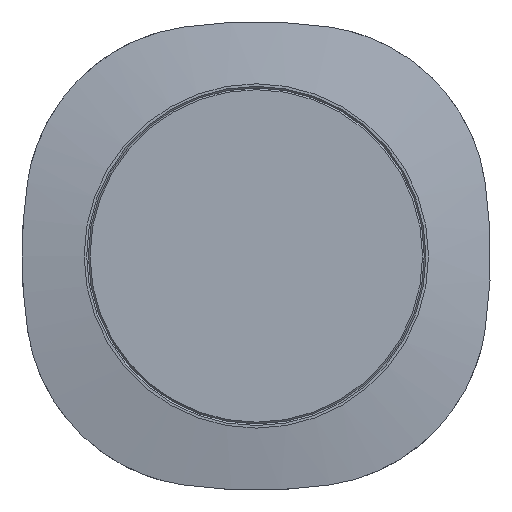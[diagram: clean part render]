
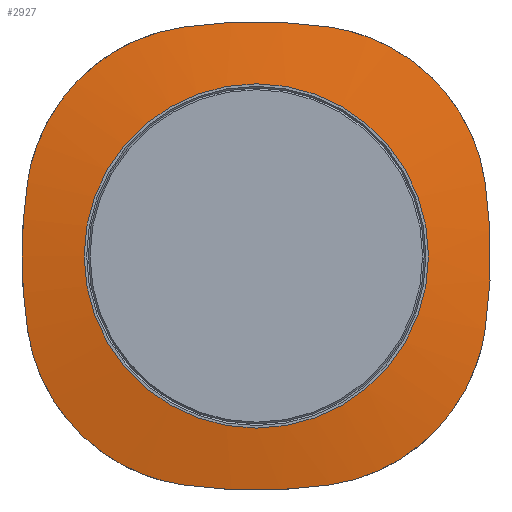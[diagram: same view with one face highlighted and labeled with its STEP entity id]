
A CAD part, top view. The second image highlights one B-rep face of the part: STEP entity #2927.
In plain terms, the highlighted conical face has half-angle 80 degrees and reference radius 12.625 mm.
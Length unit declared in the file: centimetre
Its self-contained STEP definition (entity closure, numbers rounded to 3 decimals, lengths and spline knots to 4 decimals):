
#46=B_SPLINE_CURVE_WITH_KNOTS('',3,(#4831,#4832,#4833,#4834,#4835,#4836),
 .UNSPECIFIED.,.F.,.F.,(4,2,4),(8.6521,9.0894,9.5266),
 .UNSPECIFIED.);
#47=B_SPLINE_CURVE_WITH_KNOTS('',3,(#4838,#4839,#4840,#4841,#4842,#4843,
#4844,#4845,#4846,#4847,#4848,#4849,#4850,#4851),.UNSPECIFIED.,.F.,.F.,
(4,2,2,2,2,2,4),(3.1846,3.3076,3.5867,3.8658,
4.1449,4.424,4.547),.UNSPECIFIED.);
#48=B_SPLINE_CURVE_WITH_KNOTS('',3,(#4853,#4854,#4855,#4856,#4857,#4858),
 .UNSPECIFIED.,.F.,.F.,(4,2,4),(14.7946,15.2318,15.669),
 .UNSPECIFIED.);
#49=B_SPLINE_CURVE_WITH_KNOTS('',3,(#4860,#4861,#4862,#4863,#4864,#4865,
#4866,#4867,#4868,#4869,#4870,#4871,#4872,#4873),.UNSPECIFIED.,.F.,.F.,
(4,2,2,2,2,2,4),(4.8396,4.9626,5.2416,5.5207,
5.7998,6.0789,6.2019),.UNSPECIFIED.);
#50=B_SPLINE_CURVE_WITH_KNOTS('',3,(#4875,#4876,#4877,#4878,#4879,#4880,
#4881),.UNSPECIFIED.,.F.,.F.,(4,3,4),(-0.4372,0.,0.4372),
 .UNSPECIFIED.);
#51=B_SPLINE_CURVE_WITH_KNOTS('',3,(#4883,#4884,#4885,#4886,#4887,#4888,
#4889,#4890,#4891,#4892,#4893,#4894,#4895,#4896),.UNSPECIFIED.,.F.,.F.,
(4,2,2,2,2,2,4),(0.4352,0.5582,0.8373,
1.1164,1.3955,1.6746,1.7976),
 .UNSPECIFIED.);
#52=B_SPLINE_CURVE_WITH_KNOTS('',3,(#4898,#4899,#4900,#4901,#4902,#4903),
 .UNSPECIFIED.,.F.,.F.,(4,2,4),(2.5097,2.9469,3.3841),
 .UNSPECIFIED.);
#53=B_SPLINE_CURVE_WITH_KNOTS('',3,(#4904,#4905,#4906,#4907,#4908,#4909,
#4910,#4911,#4912,#4913,#4914,#4915,#4916,#4917),.UNSPECIFIED.,.F.,.F.,
(4,2,2,2,2,2,4),(2.0901,2.2131,2.4922,2.7713,
3.0504,3.3295,3.4525),.UNSPECIFIED.);
#154=CONICAL_SURFACE('',#3166,1.2625,80.);
#543=FACE_BOUND('',#801,.T.);
#601=FACE_OUTER_BOUND('',#800,.T.);
#800=EDGE_LOOP('',(#2035,#2036,#2037,#2038,#2039,#2040,#2041,#2042));
#801=EDGE_LOOP('',(#2043));
#1052=CIRCLE('',#3167,1.025);
#1298=VERTEX_POINT('',#4829);
#1299=VERTEX_POINT('',#4830);
#1300=VERTEX_POINT('',#4837);
#1301=VERTEX_POINT('',#4852);
#1302=VERTEX_POINT('',#4859);
#1303=VERTEX_POINT('',#4874);
#1304=VERTEX_POINT('',#4882);
#1305=VERTEX_POINT('',#4897);
#1306=VERTEX_POINT('',#4918);
#1585=EDGE_CURVE('',#1298,#1299,#46,.T.);
#1586=EDGE_CURVE('',#1299,#1300,#47,.T.);
#1587=EDGE_CURVE('',#1300,#1301,#48,.T.);
#1588=EDGE_CURVE('',#1301,#1302,#49,.T.);
#1589=EDGE_CURVE('',#1302,#1303,#50,.T.);
#1590=EDGE_CURVE('',#1303,#1304,#51,.T.);
#1591=EDGE_CURVE('',#1304,#1305,#52,.T.);
#1592=EDGE_CURVE('',#1305,#1298,#53,.T.);
#1593=EDGE_CURVE('',#1306,#1306,#1052,.T.);
#2035=ORIENTED_EDGE('',*,*,#1585,.T.);
#2036=ORIENTED_EDGE('',*,*,#1586,.T.);
#2037=ORIENTED_EDGE('',*,*,#1587,.T.);
#2038=ORIENTED_EDGE('',*,*,#1588,.T.);
#2039=ORIENTED_EDGE('',*,*,#1589,.T.);
#2040=ORIENTED_EDGE('',*,*,#1590,.T.);
#2041=ORIENTED_EDGE('',*,*,#1591,.T.);
#2042=ORIENTED_EDGE('',*,*,#1592,.T.);
#2043=ORIENTED_EDGE('',*,*,#1593,.T.);
#2927=ADVANCED_FACE('',(#601,#543),#154,.T.);
#3166=AXIS2_PLACEMENT_3D('',#4828,#3641,#3642);
#3167=AXIS2_PLACEMENT_3D('',#4919,#3643,#3644);
#3641=DIRECTION('center_axis',(0.,0.,
-1.));
#3642=DIRECTION('ref_axis',(-1.,0.,0.));
#3643=DIRECTION('center_axis',(0.,0.,
-1.));
#3644=DIRECTION('ref_axis',(-1.,0.,0.));
#4828=CARTESIAN_POINT('Origin',(-0.1165,0.7366,1.0731));
#4829=CARTESIAN_POINT('',(1.2459,0.2962,1.0433));
#4830=CARTESIAN_POINT('',(1.2459,1.1769,1.0433));
#4831=CARTESIAN_POINT('Ctrl Pts',(1.2459,0.2962,1.0433));
#4832=CARTESIAN_POINT('Ctrl Pts',(1.2678,0.4432,1.0476));
#4833=CARTESIAN_POINT('Ctrl Pts',(1.2785,0.5908,1.0498));
#4834=CARTESIAN_POINT('Ctrl Pts',(1.2785,0.8823,1.0498));
#4835=CARTESIAN_POINT('Ctrl Pts',(1.2678,1.0299,1.0476));
#4836=CARTESIAN_POINT('Ctrl Pts',(1.2459,1.1769,1.0433));
#4837=CARTESIAN_POINT('',(0.3238,2.099,1.0433));
#4838=CARTESIAN_POINT('Ctrl Pts',(1.2459,1.1769,1.0433));
#4839=CARTESIAN_POINT('Ctrl Pts',(1.2397,1.2188,1.042));
#4840=CARTESIAN_POINT('Ctrl Pts',(1.2311,1.2603,1.0409));
#4841=CARTESIAN_POINT('Ctrl Pts',(1.195,1.394,1.0376));
#4842=CARTESIAN_POINT('Ctrl Pts',(1.1575,1.4836,1.0359));
#4843=CARTESIAN_POINT('Ctrl Pts',(1.0615,1.6488,1.0336));
#4844=CARTESIAN_POINT('Ctrl Pts',(1.0029,1.7244,1.033));
#4845=CARTESIAN_POINT('Ctrl Pts',(0.8713,1.856,1.033));
#4846=CARTESIAN_POINT('Ctrl Pts',(0.7957,1.9146,1.0336));
#4847=CARTESIAN_POINT('Ctrl Pts',(0.6305,2.0106,1.0359));
#4848=CARTESIAN_POINT('Ctrl Pts',(0.5409,2.048,1.0376));
#4849=CARTESIAN_POINT('Ctrl Pts',(0.4073,2.0841,1.0409));
#4850=CARTESIAN_POINT('Ctrl Pts',(0.3657,2.0928,1.042));
#4851=CARTESIAN_POINT('Ctrl Pts',(0.3238,2.099,1.0433));
#4852=CARTESIAN_POINT('',(-0.5569,2.099,1.0433));
#4853=CARTESIAN_POINT('Ctrl Pts',(0.3238,2.099,1.0433));
#4854=CARTESIAN_POINT('Ctrl Pts',(0.1768,2.1209,1.0476));
#4855=CARTESIAN_POINT('Ctrl Pts',(0.0292,2.1316,1.0498));
#4856=CARTESIAN_POINT('Ctrl Pts',(-0.2622,2.1316,1.0498));
#4857=CARTESIAN_POINT('Ctrl Pts',(-0.4098,2.1209,1.0476));
#4858=CARTESIAN_POINT('Ctrl Pts',(-0.5569,2.099,1.0433));
#4859=CARTESIAN_POINT('',(-1.479,1.1769,1.0433));
#4860=CARTESIAN_POINT('Ctrl Pts',(-0.5569,2.099,1.0433));
#4861=CARTESIAN_POINT('Ctrl Pts',(-0.5987,2.0928,1.042));
#4862=CARTESIAN_POINT('Ctrl Pts',(-0.6403,2.0841,1.0409));
#4863=CARTESIAN_POINT('Ctrl Pts',(-0.774,2.048,1.0376));
#4864=CARTESIAN_POINT('Ctrl Pts',(-0.8635,2.0106,1.0359));
#4865=CARTESIAN_POINT('Ctrl Pts',(-1.0287,1.9146,1.0336));
#4866=CARTESIAN_POINT('Ctrl Pts',(-1.1044,1.856,1.033));
#4867=CARTESIAN_POINT('Ctrl Pts',(-1.2359,1.7244,1.033));
#4868=CARTESIAN_POINT('Ctrl Pts',(-1.2945,1.6488,1.0336));
#4869=CARTESIAN_POINT('Ctrl Pts',(-1.3906,1.4836,1.0359));
#4870=CARTESIAN_POINT('Ctrl Pts',(-1.428,1.394,1.0376));
#4871=CARTESIAN_POINT('Ctrl Pts',(-1.4641,1.2603,1.0409));
#4872=CARTESIAN_POINT('Ctrl Pts',(-1.4727,1.2188,1.042));
#4873=CARTESIAN_POINT('Ctrl Pts',(-1.479,1.1769,1.0433));
#4874=CARTESIAN_POINT('',(-1.479,0.2962,1.0433));
#4875=CARTESIAN_POINT('Ctrl Pts',(-1.479,1.1769,1.0433));
#4876=CARTESIAN_POINT('Ctrl Pts',(-1.5008,1.0299,1.0476));
#4877=CARTESIAN_POINT('Ctrl Pts',(-1.5115,0.8823,1.0498));
#4878=CARTESIAN_POINT('Ctrl Pts',(-1.5115,0.7366,1.0498));
#4879=CARTESIAN_POINT('Ctrl Pts',(-1.5115,0.5908,1.0498));
#4880=CARTESIAN_POINT('Ctrl Pts',(-1.5008,0.4432,1.0476));
#4881=CARTESIAN_POINT('Ctrl Pts',(-1.479,0.2962,1.0433));
#4882=CARTESIAN_POINT('',(-0.5569,-0.6259,1.0433));
#4883=CARTESIAN_POINT('Ctrl Pts',(-1.479,0.2962,1.0433));
#4884=CARTESIAN_POINT('Ctrl Pts',(-1.4727,0.2543,1.042));
#4885=CARTESIAN_POINT('Ctrl Pts',(-1.4641,0.2128,1.0409));
#4886=CARTESIAN_POINT('Ctrl Pts',(-1.428,0.0791,
1.0376));
#4887=CARTESIAN_POINT('Ctrl Pts',(-1.3906,-0.0105,
1.0359));
#4888=CARTESIAN_POINT('Ctrl Pts',(-1.2945,-0.1757,
1.0336));
#4889=CARTESIAN_POINT('Ctrl Pts',(-1.2359,-0.2513,
1.033));
#4890=CARTESIAN_POINT('Ctrl Pts',(-1.1044,-0.3829,
1.033));
#4891=CARTESIAN_POINT('Ctrl Pts',(-1.0287,-0.4415,
1.0336));
#4892=CARTESIAN_POINT('Ctrl Pts',(-0.8635,-0.5375,
1.0359));
#4893=CARTESIAN_POINT('Ctrl Pts',(-0.774,-0.5749,
1.0376));
#4894=CARTESIAN_POINT('Ctrl Pts',(-0.6403,-0.611,
1.0409));
#4895=CARTESIAN_POINT('Ctrl Pts',(-0.5987,-0.6197,
1.042));
#4896=CARTESIAN_POINT('Ctrl Pts',(-0.5569,-0.6259,
1.0433));
#4897=CARTESIAN_POINT('',(0.3238,-0.6259,1.0433));
#4898=CARTESIAN_POINT('Ctrl Pts',(-0.5569,-0.6259,
1.0433));
#4899=CARTESIAN_POINT('Ctrl Pts',(-0.4098,-0.6477,
1.0476));
#4900=CARTESIAN_POINT('Ctrl Pts',(-0.2622,-0.6584,
1.0498));
#4901=CARTESIAN_POINT('Ctrl Pts',(0.0292,-0.6584,
1.0498));
#4902=CARTESIAN_POINT('Ctrl Pts',(0.1768,-0.6477,1.0476));
#4903=CARTESIAN_POINT('Ctrl Pts',(0.3238,-0.6259,
1.0433));
#4904=CARTESIAN_POINT('Ctrl Pts',(0.3238,-0.6259,
1.0433));
#4905=CARTESIAN_POINT('Ctrl Pts',(0.3657,-0.6197,1.042));
#4906=CARTESIAN_POINT('Ctrl Pts',(0.4073,-0.611,1.0409));
#4907=CARTESIAN_POINT('Ctrl Pts',(0.5409,-0.5749,
1.0376));
#4908=CARTESIAN_POINT('Ctrl Pts',(0.6305,-0.5375,
1.0359));
#4909=CARTESIAN_POINT('Ctrl Pts',(0.7957,-0.4415,
1.0336));
#4910=CARTESIAN_POINT('Ctrl Pts',(0.8713,-0.3829,1.033));
#4911=CARTESIAN_POINT('Ctrl Pts',(1.0029,-0.2513,1.033));
#4912=CARTESIAN_POINT('Ctrl Pts',(1.0615,-0.1757,1.0336));
#4913=CARTESIAN_POINT('Ctrl Pts',(1.1575,-0.0105,
1.0359));
#4914=CARTESIAN_POINT('Ctrl Pts',(1.195,0.0791,1.0376));
#4915=CARTESIAN_POINT('Ctrl Pts',(1.2311,0.2128,1.0409));
#4916=CARTESIAN_POINT('Ctrl Pts',(1.2397,0.2543,1.042));
#4917=CARTESIAN_POINT('Ctrl Pts',(1.2459,0.2962,1.0433));
#4918=CARTESIAN_POINT('',(-1.1415,0.7366,1.115));
#4919=CARTESIAN_POINT('Origin',(-0.1165,0.7366,1.115));
